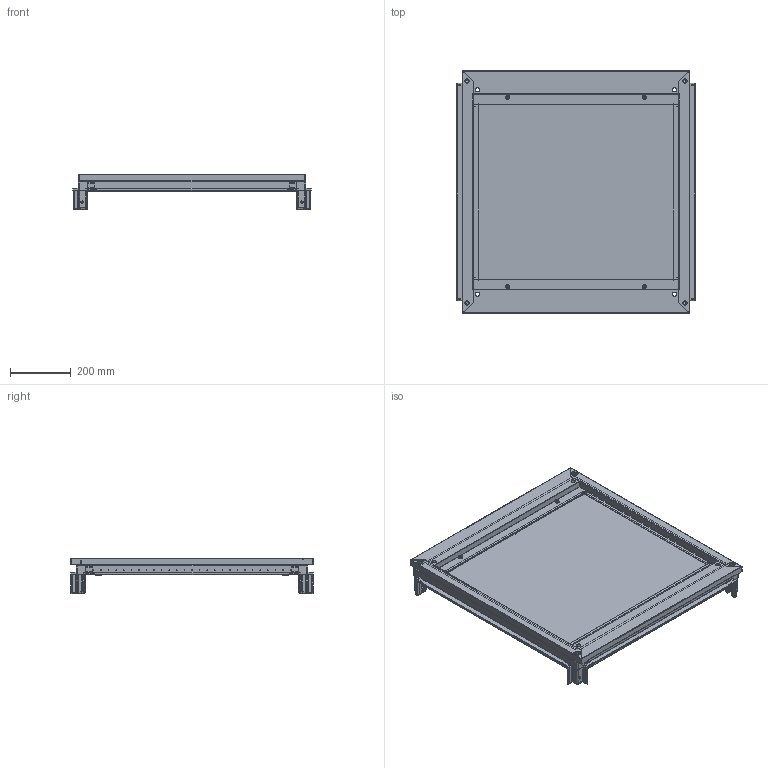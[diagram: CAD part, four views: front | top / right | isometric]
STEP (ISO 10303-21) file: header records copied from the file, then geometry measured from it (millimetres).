
FILE_DESCRIPTION (( 'STEP AP203' ), '1' );
FILE_NAME ('R5FUC88.step', '2011-03-03T12:08:53', ( 'User' ), ( 'DKC' ), 'SwSTEP 2.0', 'SolidWorks 2010', '' );
FILE_SCHEMA (( 'CONFIG_CONTROL_DESIGN' ));
Products named in the file (15): R5FUC88; Lamiera trasversale per fondo da_800; Lamiera laterale per fondo da_800; sealant for base_800x800; Traversa laterale per quadro prof_800; Traversa frontale per quadro largh._800; AC00C469S_Default; AC00C469D_Default; Traversa inferiore tenuta fondo_800; Capscrew with recessed hexahedron M6 x 10_ISO 4762 M6 x 10 --- 10S; Flange nut M6_ISO 7044-M6-S; Acc00c561_Default; Solid base + sealing_800x800; Solid base_800x800; sealant for bottom_800x800
Assembly tree (32 placements, depth 3):
  R5FUC88
    Traversa laterale per quadro prof_800  x2
    Capscrew with recessed hexahedron M6 x 10_ISO 4762 M6 x 10 --- 10S  x4
    Flange nut M6_ISO 7044-M6-S  x4
    Lamiera trasversale per fondo da_800  x2
    Acc00c561_Default  x6
    Traversa frontale per quadro largh._800  x2
    Traversa inferiore tenuta fondo_800  x2
    Lamiera laterale per fondo da_800  x2
    AC00C469D_Default  x2
    AC00C469S_Default  x2
    Solid base + sealing_800x800
      Solid base_800x800
      sealant for bottom_800x800
    sealant for base_800x800
Bounding box: 786.5 x 800.5 x 116.25 mm (x, y, z)
Volume: 2754290.6 mm3; surface area: 2997342.1 mm2
Topology: 31 solids, 31 shells, 4773 faces, 12929 edges, 8218 vertices
Faces by surface type: plane 2782, cylinder 1383, cone 436, torus 100, sphere 40, bspline 32
Entity records: 73123 total; most frequent: CARTESIAN_POINT 13536, ORIENTED_EDGE 11964, DIRECTION 11891, EDGE_CURVE 5982, LINE 4279, VECTOR 4279, VERTEX_POINT 3821, AXIS2_PLACEMENT_3D 3806
